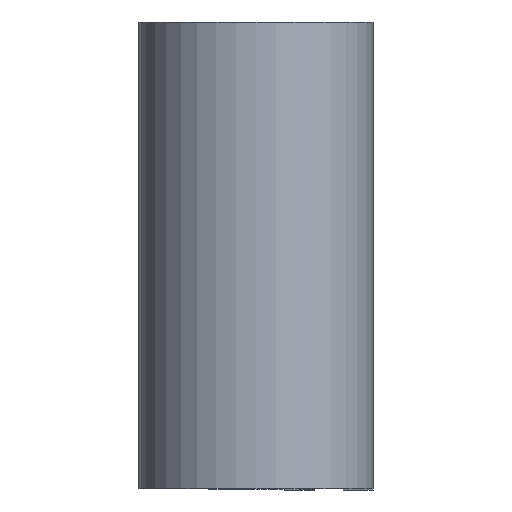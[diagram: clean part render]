
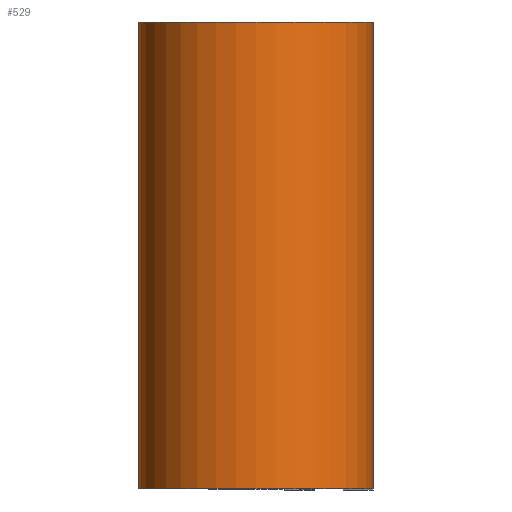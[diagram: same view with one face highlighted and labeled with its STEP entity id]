
A CAD part, top view. The second image highlights one B-rep face of the part: STEP entity #529.
In plain terms, the highlighted cylindrical face has radius 3.188 mm (diameter 6.375 mm), a partial arc.
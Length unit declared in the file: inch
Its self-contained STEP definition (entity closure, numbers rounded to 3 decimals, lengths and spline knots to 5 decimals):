
#8 = CARTESIAN_POINT ( 'NONE',  ( 0., 0.25, 0. ) ) ;
#12 = CIRCLE ( 'NONE', #546, 0.1255 ) ;
#49 = CARTESIAN_POINT ( 'NONE',  ( 0.1255, -0.25, 0. ) ) ;
#51 = DIRECTION ( 'NONE',  ( 0., -1., 0. ) ) ;
#57 = VERTEX_POINT ( 'NONE', #456 ) ;
#64 = DIRECTION ( 'NONE',  ( 1., 0., 0. ) ) ;
#109 = AXIS2_PLACEMENT_3D ( 'NONE', #672, #51, #731 ) ;
#113 = CIRCLE ( 'NONE', #169, 0.1255 ) ;
#130 = EDGE_CURVE ( 'NONE', #57, #526, #12, .T. ) ;
#156 = VECTOR ( 'NONE', #635, 39.37008 ) ;
#168 = CARTESIAN_POINT ( 'NONE',  ( 0., -0.25, 0. ) ) ;
#169 = AXIS2_PLACEMENT_3D ( 'NONE', #8, #397, #64 ) ;
#203 = ORIENTED_EDGE ( 'NONE', *, *, #633, .F. ) ;
#221 = DIRECTION ( 'NONE',  ( 1., 0., 0. ) ) ;
#231 = CARTESIAN_POINT ( 'NONE',  ( 0.1255, 0.25, 0. ) ) ;
#235 = CARTESIAN_POINT ( 'NONE',  ( 0., 0.25, -0.1255 ) ) ;
#242 = LINE ( 'NONE', #235, #156 ) ;
#250 = ORIENTED_EDGE ( 'NONE', *, *, #130, .T. ) ;
#261 = EDGE_CURVE ( 'NONE', #420, #665, #113, .T. ) ;
#272 = VECTOR ( 'NONE', #346, 39.37008 ) ;
#301 = ORIENTED_EDGE ( 'NONE', *, *, #713, .T. ) ;
#310 = ORIENTED_EDGE ( 'NONE', *, *, #261, .F. ) ;
#327 = CYLINDRICAL_SURFACE ( 'NONE', #109, 0.1255 ) ;
#346 = DIRECTION ( 'NONE',  ( 0., -1., 0. ) ) ;
#347 = FACE_OUTER_BOUND ( 'NONE', #606, .T. ) ;
#397 = DIRECTION ( 'NONE',  ( 0., 1., 0. ) ) ;
#420 = VERTEX_POINT ( 'NONE', #647 ) ;
#423 = LINE ( 'NONE', #231, #272 ) ;
#453 = CARTESIAN_POINT ( 'NONE',  ( 0.1255, 0.25, 0. ) ) ;
#456 = CARTESIAN_POINT ( 'NONE',  ( 0., -0.25, -0.1255 ) ) ;
#526 = VERTEX_POINT ( 'NONE', #49 ) ;
#529 = ADVANCED_FACE ( 'NONE', ( #347 ), #327, .T. ) ;
#546 = AXIS2_PLACEMENT_3D ( 'NONE', #168, #555, #221 ) ;
#555 = DIRECTION ( 'NONE',  ( 0., 1., 0. ) ) ;
#606 = EDGE_LOOP ( 'NONE', ( #250, #203, #310, #301 ) ) ;
#633 = EDGE_CURVE ( 'NONE', #665, #526, #423, .T. ) ;
#635 = DIRECTION ( 'NONE',  ( 0., -1., 0. ) ) ;
#647 = CARTESIAN_POINT ( 'NONE',  ( 0., 0.25, -0.1255 ) ) ;
#665 = VERTEX_POINT ( 'NONE', #453 ) ;
#672 = CARTESIAN_POINT ( 'NONE',  ( 0., 0.25, 0. ) ) ;
#713 = EDGE_CURVE ( 'NONE', #420, #57, #242, .T. ) ;
#731 = DIRECTION ( 'NONE',  ( 0., 0., -1. ) ) ;
